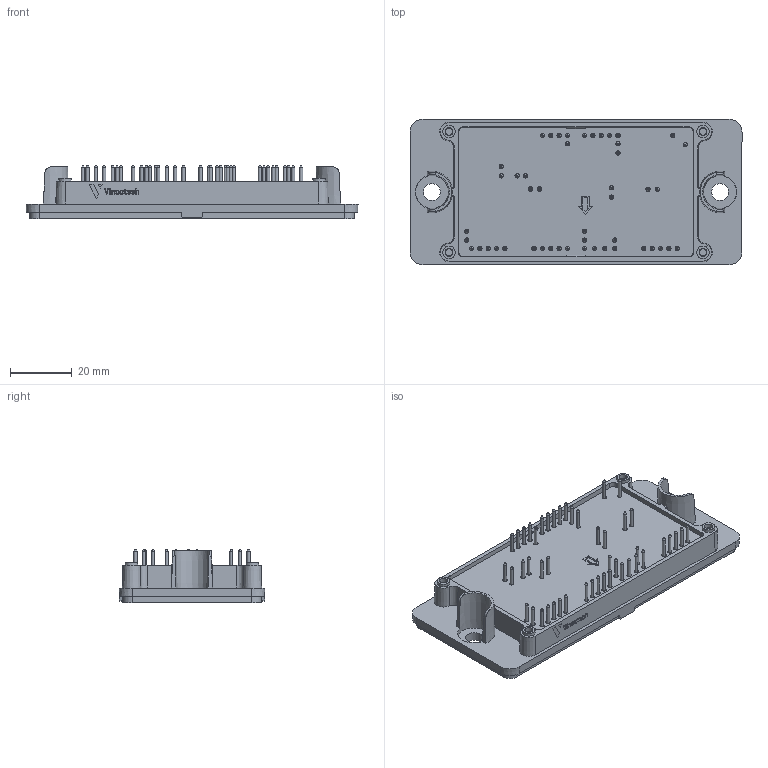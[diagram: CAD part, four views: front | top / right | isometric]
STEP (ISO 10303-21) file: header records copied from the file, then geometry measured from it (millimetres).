
FILE_DESCRIPTION(/* description */ ('Unknown'),/* implementation_level */ '2;1');
FILE_NAME(/* name */ 'Flow2-4T13W-PE50(480)-01-OL',/* time_stamp */ '2022-03-18T09:09:22+01:00',/* author */ ('Unknown'),/* organization */ ('Unknown'),/* preprocessor_version */ 'ST-DEVELOPER v16.7',/* originating_system */ 'Solid Edge',/* authorisation */ 'Unknown');
FILE_SCHEMA (('AUTOMOTIVE_DESIGN {1 0 10303 214 3 1 1}'));
Length unit declared in the file: millimetre
Products named in the file (1): Flow2-4T13W-PE50-OL
Bounding box: 107.2 x 47 x 17.18 mm (x, y, z)
Volume: 44534.9 mm3; surface area: 19550.2 mm2
Topology: 13 solids, 18 shells, 1030 faces, 2757 edges, 1820 vertices
Faces by surface type: plane 551, cylinder 175, cone 163, bspline 109, torus 32
Full cylindrical faces by diameter (mm): 1 x48, 1.4 x48, 2.25 x4, 2.55 x4, 3 x4, 5.5 x2
Entity records: 40124 total; most frequent: CARTESIAN_POINT 9976, ORIENTED_EDGE 5014, DIRECTION 4599, EDGE_CURVE 2507, VERTEX_POINT 1739, AXIS2_PLACEMENT_3D 1664, EDGE_LOOP 1354, FACE_BOUND 1354
